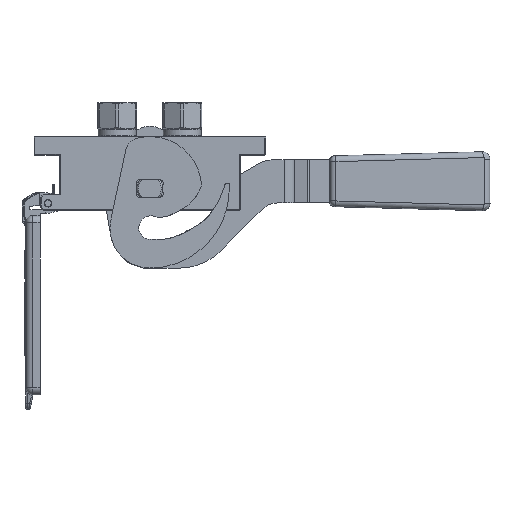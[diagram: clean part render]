
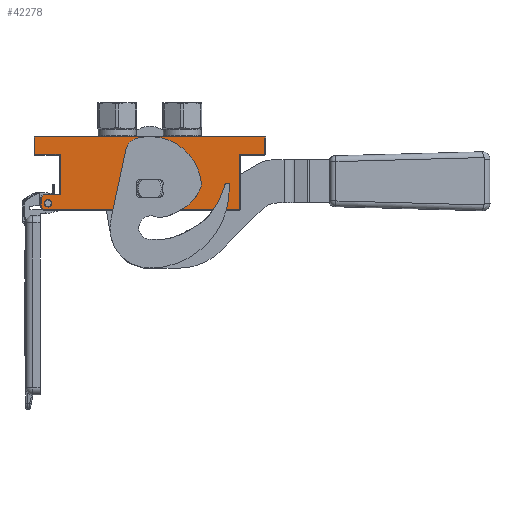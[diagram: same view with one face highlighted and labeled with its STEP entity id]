
A CAD part, front view. The second image highlights one B-rep face of the part: STEP entity #42278.
In plain terms, the highlighted planar face has unit normal (0, -1, 0).
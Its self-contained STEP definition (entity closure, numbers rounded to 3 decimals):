
#318 = VECTOR ( 'NONE', #48042, 1000. ) ;
#542 = ORIENTED_EDGE ( 'NONE', *, *, #51902, .F. ) ;
#545 = EDGE_CURVE ( 'NONE', #88018, #70514, #4063, .T. ) ;
#1502 = DIRECTION ( 'NONE',  ( -0.707, 0., 0.707 ) ) ;
#1857 = EDGE_LOOP ( 'NONE', ( #45646, #19383 ) ) ;
#2259 = CARTESIAN_POINT ( 'NONE',  ( 79.5, 0., -0.5 ) ) ;
#2697 = VERTEX_POINT ( 'NONE', #82522 ) ;
#4063 = CIRCLE ( 'NONE', #82261, 2.55 ) ;
#4674 = VECTOR ( 'NONE', #34162, 1000. ) ;
#4738 = CARTESIAN_POINT ( 'NONE',  ( -75., 0., -42.207 ) ) ;
#5104 = CARTESIAN_POINT ( 'NONE',  ( -79.5, 0., -0.5 ) ) ;
#8443 = DIRECTION ( 'NONE',  ( 0., 0., -1. ) ) ;
#9306 = CIRCLE ( 'NONE', #90641, 11.3 ) ;
#9548 = AXIS2_PLACEMENT_3D ( 'NONE', #51023, #65901, #13764 ) ;
#9750 = DIRECTION ( 'NONE',  ( -1., 0., 0. ) ) ;
#10062 = CARTESIAN_POINT ( 'NONE',  ( -79.5, 0., -0.5 ) ) ;
#10232 = EDGE_LOOP ( 'NONE', ( #26151, #19076 ) ) ;
#11123 = LINE ( 'NONE', #4738, #48209 ) ;
#11287 = CARTESIAN_POINT ( 'NONE',  ( 62., 0., -50.8 ) ) ;
#13187 = ORIENTED_EDGE ( 'NONE', *, *, #35843, .T. ) ;
#13195 = EDGE_CURVE ( 'NONE', #46324, #60838, #74890, .T. ) ;
#13764 = DIRECTION ( 'NONE',  ( -1., 0., 0. ) ) ;
#15708 = VERTEX_POINT ( 'NONE', #64580 ) ;
#15755 = VERTEX_POINT ( 'NONE', #59090 ) ;
#16273 = LINE ( 'NONE', #11287, #37163 ) ;
#16488 = EDGE_CURVE ( 'NONE', #60838, #2697, #88284, .T. ) ;
#16559 = DIRECTION ( 'NONE',  ( 0., 0., 1. ) ) ;
#16732 = VERTEX_POINT ( 'NONE', #39269 ) ;
#19029 = PLANE ( 'NONE',  #21064 ) ;
#19076 = ORIENTED_EDGE ( 'NONE', *, *, #545, .F. ) ;
#19170 = EDGE_LOOP ( 'NONE', ( #74588, #48606, #64596, #542, #69942, #44756, #77199, #43149, #30459, #51130, #79701, #13187 ) ) ;
#19383 = ORIENTED_EDGE ( 'NONE', *, *, #82852, .T. ) ;
#20328 = CIRCLE ( 'NONE', #9548, 2.55 ) ;
#20800 = DIRECTION ( 'NONE',  ( 1., 0., 0. ) ) ;
#21064 = AXIS2_PLACEMENT_3D ( 'NONE', #34651, #33998, #70846 ) ;
#22887 = DIRECTION ( 'NONE',  ( 1., 0., 0. ) ) ;
#25230 = CARTESIAN_POINT ( 'NONE',  ( 0., 0., -36.1 ) ) ;
#25535 = CARTESIAN_POINT ( 'NONE',  ( -75., 0., -42.207 ) ) ;
#26151 = ORIENTED_EDGE ( 'NONE', *, *, #78145, .F. ) ;
#27590 = EDGE_CURVE ( 'NONE', #2697, #15755, #34895, .T. ) ;
#27806 = EDGE_CURVE ( 'NONE', #76742, #60698, #9306, .T. ) ;
#29150 = AXIS2_PLACEMENT_3D ( 'NONE', #85121, #54674, #48166 ) ;
#30459 = ORIENTED_EDGE ( 'NONE', *, *, #52004, .T. ) ;
#32105 = DIRECTION ( 'NONE',  ( 0., 0., -1. ) ) ;
#33201 = VECTOR ( 'NONE', #22887, 1000. ) ;
#33357 = DIRECTION ( 'NONE',  ( 0., 0., 1. ) ) ;
#33500 = CARTESIAN_POINT ( 'NONE',  ( 79.5, 0., -12.5 ) ) ;
#33998 = DIRECTION ( 'NONE',  ( 0., 1., 0. ) ) ;
#34162 = DIRECTION ( 'NONE',  ( -1., 0., 0. ) ) ;
#34651 = CARTESIAN_POINT ( 'NONE',  ( 0., 0., 0. ) ) ;
#34699 = VECTOR ( 'NONE', #42362, 1000. ) ;
#34887 = LINE ( 'NONE', #10062, #55748 ) ;
#34895 = LINE ( 'NONE', #71657, #4674 ) ;
#34996 = VECTOR ( 'NONE', #1502, 1000. ) ;
#35843 = EDGE_CURVE ( 'NONE', #49154, #46324, #34887, .T. ) ;
#36259 = CARTESIAN_POINT ( 'NONE',  ( 62., 0., -12.5 ) ) ;
#36787 = FACE_BOUND ( 'NONE', #10232, .T. ) ;
#37163 = VECTOR ( 'NONE', #33357, 1000. ) ;
#37203 = EDGE_CURVE ( 'NONE', #54135, #15708, #68280, .T. ) ;
#39011 = DIRECTION ( 'NONE',  ( 1., 0., 0. ) ) ;
#39020 = VERTEX_POINT ( 'NONE', #44283 ) ;
#39269 = CARTESIAN_POINT ( 'NONE',  ( -75., 0., -42.207 ) ) ;
#40701 = EDGE_CURVE ( 'NONE', #16732, #52201, #54021, .T. ) ;
#42278 = ADVANCED_FACE ( 'NONE', ( #80805, #83128, #36787 ), #19029, .F. ) ;
#42362 = DIRECTION ( 'NONE',  ( 1., 0., 0. ) ) ;
#43149 = ORIENTED_EDGE ( 'NONE', *, *, #47251, .T. ) ;
#44283 = CARTESIAN_POINT ( 'NONE',  ( 79.5, 0., -12.5 ) ) ;
#44756 = ORIENTED_EDGE ( 'NONE', *, *, #93815, .F. ) ;
#45646 = ORIENTED_EDGE ( 'NONE', *, *, #27806, .T. ) ;
#46324 = VERTEX_POINT ( 'NONE', #85906 ) ;
#47251 = EDGE_CURVE ( 'NONE', #15708, #54274, #16273, .T. ) ;
#48042 = DIRECTION ( 'NONE',  ( 0., 0., 1. ) ) ;
#48166 = DIRECTION ( 'NONE',  ( 0., 0., -1. ) ) ;
#48209 = VECTOR ( 'NONE', #71806, 1000. ) ;
#48606 = ORIENTED_EDGE ( 'NONE', *, *, #16488, .T. ) ;
#48678 = CARTESIAN_POINT ( 'NONE',  ( 0., 0., -47.4 ) ) ;
#49154 = VERTEX_POINT ( 'NONE', #5104 ) ;
#51023 = CARTESIAN_POINT ( 'NONE',  ( -70.3, 0., -46.3 ) ) ;
#51130 = ORIENTED_EDGE ( 'NONE', *, *, #53668, .T. ) ;
#51902 = EDGE_CURVE ( 'NONE', #16732, #15755, #11123, .T. ) ;
#52004 = EDGE_CURVE ( 'NONE', #54274, #39020, #78349, .T. ) ;
#52201 = VERTEX_POINT ( 'NONE', #61732 ) ;
#53668 = EDGE_CURVE ( 'NONE', #39020, #86886, #72198, .T. ) ;
#54021 = LINE ( 'NONE', #25535, #60894 ) ;
#54135 = VERTEX_POINT ( 'NONE', #84251 ) ;
#54216 = EDGE_CURVE ( 'NONE', #86886, #49154, #76785, .T. ) ;
#54274 = VERTEX_POINT ( 'NONE', #77099 ) ;
#54626 = CARTESIAN_POINT ( 'NONE',  ( -72.85, 0., -46.3 ) ) ;
#54674 = DIRECTION ( 'NONE',  ( 0., 1., 0. ) ) ;
#55748 = VECTOR ( 'NONE', #32105, 1000. ) ;
#57788 = DIRECTION ( 'NONE',  ( 0., -1., 0. ) ) ;
#58528 = CARTESIAN_POINT ( 'NONE',  ( -73.293, 0., -50.8 ) ) ;
#59090 = CARTESIAN_POINT ( 'NONE',  ( -73.293, 0., -40.5 ) ) ;
#59832 = CARTESIAN_POINT ( 'NONE',  ( -73.293, 0., -50.8 ) ) ;
#60698 = VERTEX_POINT ( 'NONE', #48678 ) ;
#60838 = VERTEX_POINT ( 'NONE', #86927 ) ;
#60894 = VECTOR ( 'NONE', #92942, 1000. ) ;
#61732 = CARTESIAN_POINT ( 'NONE',  ( -75., 0., -49.093 ) ) ;
#64580 = CARTESIAN_POINT ( 'NONE',  ( 62., 0., -50.8 ) ) ;
#64596 = ORIENTED_EDGE ( 'NONE', *, *, #27590, .T. ) ;
#65901 = DIRECTION ( 'NONE',  ( 0., -1., 0. ) ) ;
#68280 = LINE ( 'NONE', #58528, #34699 ) ;
#69942 = ORIENTED_EDGE ( 'NONE', *, *, #40701, .T. ) ;
#70514 = VERTEX_POINT ( 'NONE', #54626 ) ;
#70846 = DIRECTION ( 'NONE',  ( 1., 0., 0. ) ) ;
#71408 = VECTOR ( 'NONE', #39011, 1000. ) ;
#71657 = CARTESIAN_POINT ( 'NONE',  ( -62., 0., -40.5 ) ) ;
#71806 = DIRECTION ( 'NONE',  ( 0.707, 0., 0.707 ) ) ;
#72198 = LINE ( 'NONE', #33500, #318 ) ;
#73718 = CARTESIAN_POINT ( 'NONE',  ( 0., 0., -24.8 ) ) ;
#74373 = LINE ( 'NONE', #59832, #34996 ) ;
#74588 = ORIENTED_EDGE ( 'NONE', *, *, #13195, .T. ) ;
#74890 = LINE ( 'NONE', #83346, #71408 ) ;
#76742 = VERTEX_POINT ( 'NONE', #73718 ) ;
#76785 = LINE ( 'NONE', #2259, #91827 ) ;
#77099 = CARTESIAN_POINT ( 'NONE',  ( 62., 0., -12.5 ) ) ;
#77199 = ORIENTED_EDGE ( 'NONE', *, *, #37203, .T. ) ;
#78145 = EDGE_CURVE ( 'NONE', #70514, #88018, #20328, .T. ) ;
#78349 = LINE ( 'NONE', #36259, #33201 ) ;
#78418 = CARTESIAN_POINT ( 'NONE',  ( -67.75, 0., -46.3 ) ) ;
#79701 = ORIENTED_EDGE ( 'NONE', *, *, #54216, .T. ) ;
#80139 = CARTESIAN_POINT ( 'NONE',  ( -70.3, 0., -46.3 ) ) ;
#80805 = FACE_OUTER_BOUND ( 'NONE', #19170, .T. ) ;
#82252 = CARTESIAN_POINT ( 'NONE',  ( 79.5, 0., -0.5 ) ) ;
#82261 = AXIS2_PLACEMENT_3D ( 'NONE', #80139, #57788, #20800 ) ;
#82522 = CARTESIAN_POINT ( 'NONE',  ( -62., 0., -40.5 ) ) ;
#82852 = EDGE_CURVE ( 'NONE', #60698, #76742, #88139, .T. ) ;
#83128 = FACE_BOUND ( 'NONE', #1857, .T. ) ;
#83314 = DIRECTION ( 'NONE',  ( 0., 1., 0. ) ) ;
#83346 = CARTESIAN_POINT ( 'NONE',  ( -79.5, 0., -12.5 ) ) ;
#83648 = VECTOR ( 'NONE', #8443, 1000. ) ;
#84251 = CARTESIAN_POINT ( 'NONE',  ( -73.293, 0., -50.8 ) ) ;
#85121 = CARTESIAN_POINT ( 'NONE',  ( 0., 0., -36.1 ) ) ;
#85906 = CARTESIAN_POINT ( 'NONE',  ( -79.5, 0., -12.5 ) ) ;
#86886 = VERTEX_POINT ( 'NONE', #82252 ) ;
#86927 = CARTESIAN_POINT ( 'NONE',  ( -62., 0., -12.5 ) ) ;
#88018 = VERTEX_POINT ( 'NONE', #78418 ) ;
#88139 = CIRCLE ( 'NONE', #29150, 11.3 ) ;
#88284 = LINE ( 'NONE', #90082, #83648 ) ;
#90082 = CARTESIAN_POINT ( 'NONE',  ( -62., 0., -12.5 ) ) ;
#90641 = AXIS2_PLACEMENT_3D ( 'NONE', #25230, #83314, #16559 ) ;
#91827 = VECTOR ( 'NONE', #9750, 1000. ) ;
#92942 = DIRECTION ( 'NONE',  ( 0., 0., -1. ) ) ;
#93815 = EDGE_CURVE ( 'NONE', #54135, #52201, #74373, .T. ) ;
